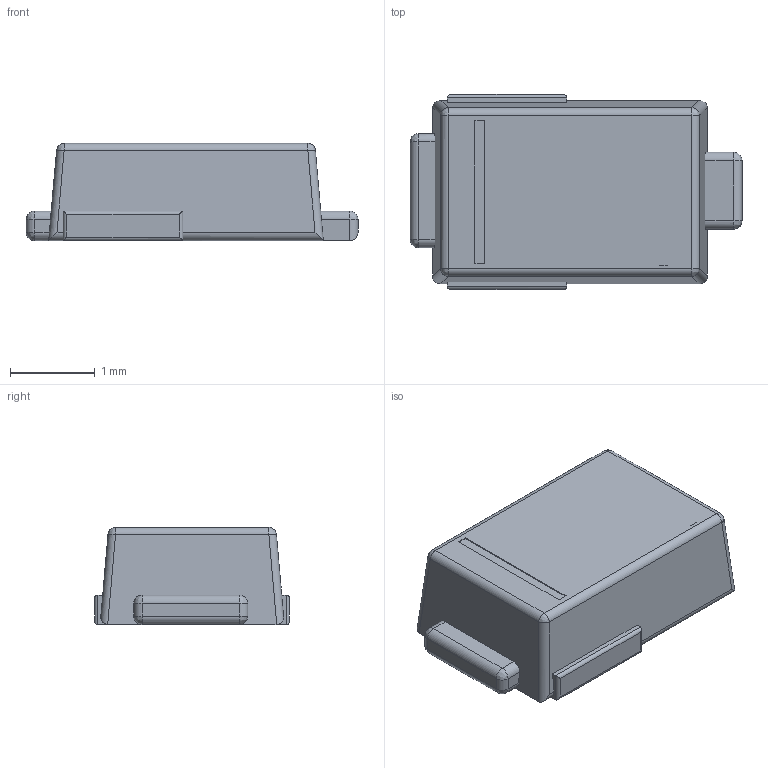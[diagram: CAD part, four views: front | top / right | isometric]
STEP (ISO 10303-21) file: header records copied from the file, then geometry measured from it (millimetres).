
FILE_DESCRIPTION(('FreeCAD Model'),'2;1');
FILE_NAME('User Library-DO-220AA-1.step', '2018-03-29T20:18:15',('kicad StepUp'),('ksu MCAD'), 'Open CASCADE STEP processor 6.8','FreeCAD','Unknown');
FILE_SCHEMA(('AUTOMOTIVE_DESIGN_CC2 { 1 2 10303 214 -1 1 5 4 }'));
Length unit declared in the file: millimetre
Products named in the file (1): User_Library-DO-220AA-1
Bounding box: 3.93 x 2.31 x 1.15 mm (x, y, z)
Volume: 7.8 mm3; surface area: 26.7 mm2
Topology: 1 solids, 1 shells, 78 faces, 191 edges, 106 vertices
Faces by surface type: cylinder 34, plane 33, bspline 11
Entity records: 2919 total; most frequent: CARTESIAN_POINT 709, ORIENTED_EDGE 360, DIRECTION 308, EDGE_CURVE 180, LINE 114, VECTOR 114, VERTEX_POINT 106, AXIS2_PLACEMENT_3D 97
